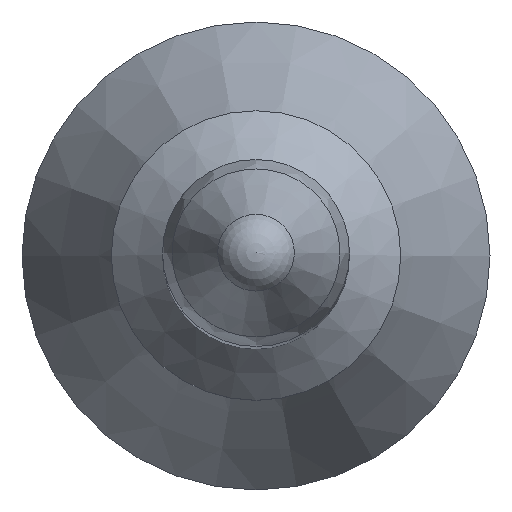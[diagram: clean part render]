
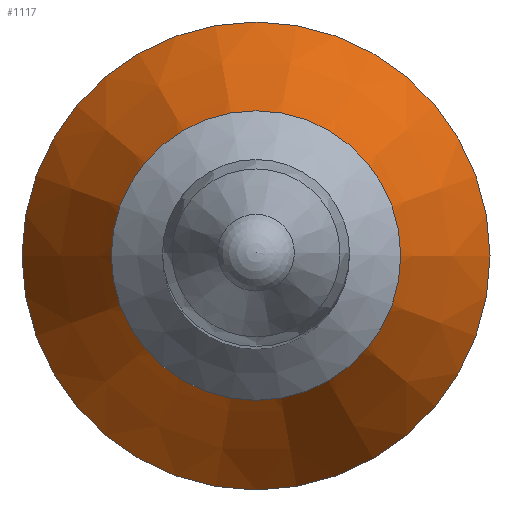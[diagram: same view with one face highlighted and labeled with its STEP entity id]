
A CAD part, top view. The second image highlights one B-rep face of the part: STEP entity #1117.
In plain terms, the highlighted conical face has half-angle 26.807 degrees and reference radius 1.964 mm.
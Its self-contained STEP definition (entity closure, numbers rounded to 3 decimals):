
#769=CONICAL_SURFACE('',#3136,1.964,26.807);
#906=CIRCLE('',#3133,1.964);
#907=CIRCLE('',#3135,1.004);
#959=FACE_BOUND('',#1446,.T.);
#960=FACE_BOUND('',#1447,.T.);
#1117=ADVANCED_FACE('',(#959,#960),#769,.T.);
#1446=EDGE_LOOP('',(#2006));
#1447=EDGE_LOOP('',(#2007));
#2006=ORIENTED_EDGE('',*,*,#2487,.T.);
#2007=ORIENTED_EDGE('',*,*,#2486,.F.);
#2206=VERTEX_POINT('',#5191);
#2207=VERTEX_POINT('',#5194);
#2486=EDGE_CURVE('',#2206,#2206,#906,.T.);
#2487=EDGE_CURVE('',#2207,#2207,#907,.T.);
#3133=AXIS2_PLACEMENT_3D('',#5190,#3723,#3724);
#3135=AXIS2_PLACEMENT_3D('',#5193,#3727,#3728);
#3136=AXIS2_PLACEMENT_3D('',#5195,#3729,#3730);
#3723=DIRECTION('',(0.,0.,-1.));
#3724=DIRECTION('',(-1.,0.,0.));
#3727=DIRECTION('',(0.,0.,-1.));
#3728=DIRECTION('',(-1.,0.,0.));
#3729=DIRECTION('',(0.,0.,-1.));
#3730=DIRECTION('',(-1.,0.,0.));
#5190=CARTESIAN_POINT('',(0.,0.,8.93));
#5191=CARTESIAN_POINT('',(-1.964,0.,8.93));
#5193=CARTESIAN_POINT('',(0.,0.,10.83));
#5194=CARTESIAN_POINT('',(-1.004,0.,10.83));
#5195=CARTESIAN_POINT('',(0.,0.,8.93));
